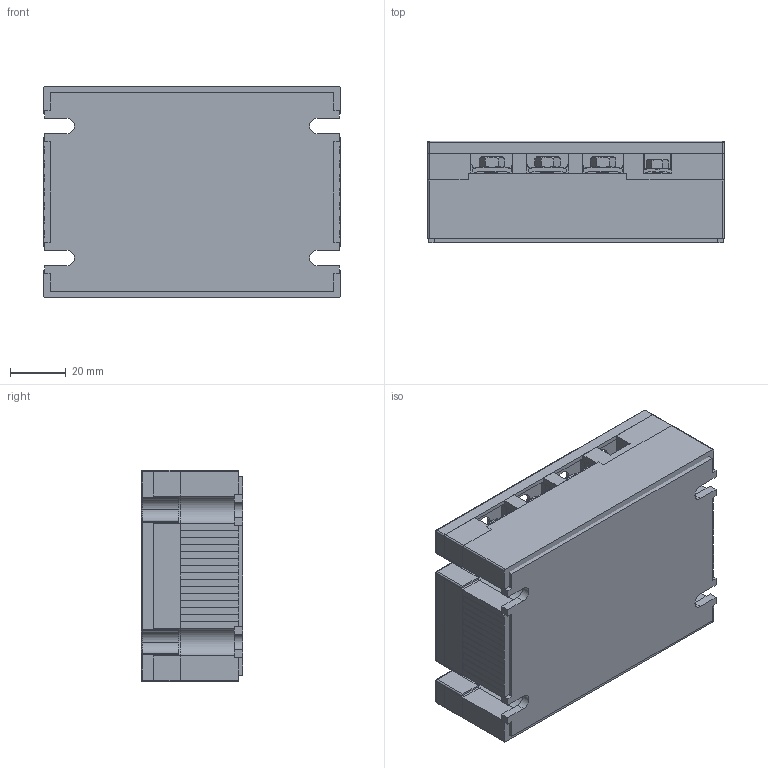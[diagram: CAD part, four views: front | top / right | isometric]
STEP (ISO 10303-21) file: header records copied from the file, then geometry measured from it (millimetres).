
FILE_DESCRIPTION (( 'STEP AP214' ), '1' );
FILE_NAME ('HT [M02]_series.STEP', '2020-04-29T07:55:54', ( '' ), ( '' ), 'SwSTEP 2.0', 'SolidWorks 2016', '' );
FILE_SCHEMA (( 'AUTOMOTIVE_DESIGN' ));
Length unit declared in the file: millimetre
Products named in the file (25): Øàéáà_14õ14õÄ5_1; Øàéáà_10õ10õÄ4_1; HT [M02]_series_1; HT [M02]_series; HT [M02]_cover_1; Âèíò _Ì4õ10_1; Âèíò _Ì5õ10_1
Assembly tree (18 placements, depth 2):
  Øàéáà_14õ14õÄ5_1
  Øàéáà_10õ10õÄ4_1
  Øàéáà_10õ10õÄ4_1
  Øàéáà_14õ14õÄ5_1
  Øàéáà_14õ14õÄ5_1
Bounding box: 106.5 x 36.5 x 76 mm (x, y, z)
Volume: 267359.3 mm3; surface area: 87307.2 mm2
Topology: 29 solids, 29 shells, 2253 faces, 6209 edges, 4114 vertices
Faces by surface type: plane 1421, cylinder 363, bspline 349, cone 120
Entity records: 61326 total; most frequent: CARTESIAN_POINT 21158, ORIENTED_EDGE 8660, DIRECTION 6545, EDGE_CURVE 4330, LINE 3189, VECTOR 3189, VERTEX_POINT 2869, EDGE_LOOP 1721
